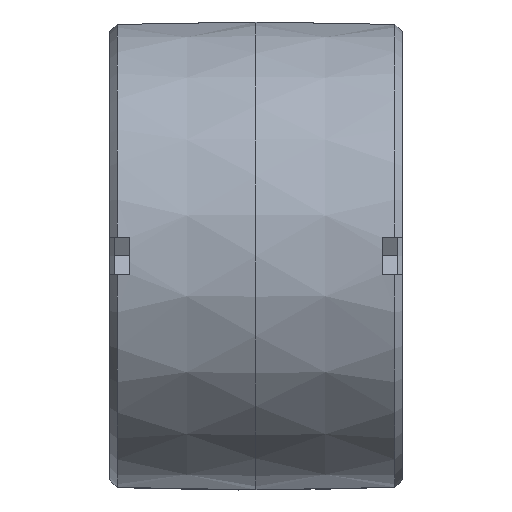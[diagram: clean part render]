
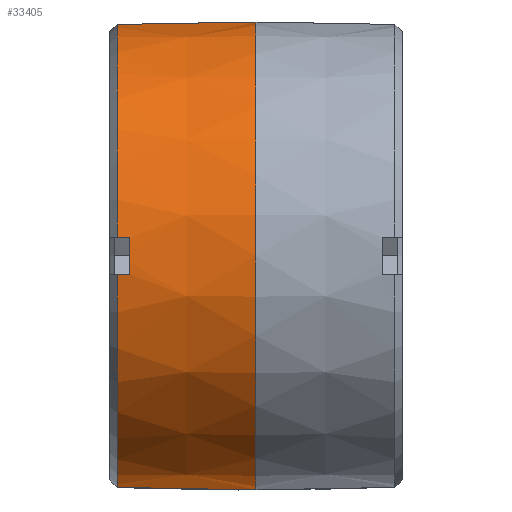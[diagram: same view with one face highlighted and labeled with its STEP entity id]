
A CAD part, left-side view. The second image highlights one B-rep face of the part: STEP entity #33405.
In plain terms, the highlighted conical face has half-angle 1 degrees and reference radius 12.7 mm.
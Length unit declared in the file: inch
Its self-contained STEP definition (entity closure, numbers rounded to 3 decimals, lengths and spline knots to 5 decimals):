
#569 = CARTESIAN_POINT ( 'NONE',  ( 0., 0.29688, 0. ) ) ;
#880 = VECTOR ( 'NONE', #49447, 39.37008 ) ;
#1451 = CARTESIAN_POINT ( 'NONE',  ( 0., 0.29688, 0.49482 ) ) ;
#1478 = CARTESIAN_POINT ( 'NONE',  ( 0., 0., 0.5 ) ) ;
#1914 = CARTESIAN_POINT ( 'NONE',  ( 0., 0., -0.5 ) ) ;
#3127 = CIRCLE ( 'NONE', #75329, 0.49482 ) ;
#6079 = AXIS2_PLACEMENT_3D ( 'NONE', #76449, #47028, #74644 ) ;
#6360 = AXIS2_PLACEMENT_3D ( 'NONE', #16707, #71890, #9027 ) ;
#7418 = CARTESIAN_POINT ( 'NONE',  ( -0.49373, 0.26944, 0.03937 ) ) ;
#7943 = DIRECTION ( 'NONE',  ( 0., -1., 0. ) ) ;
#8307 = CARTESIAN_POINT ( 'NONE',  ( -0.49356, 0.27859, 0.03953 ) ) ;
#9027 = DIRECTION ( 'NONE',  ( 0., 0., 1. ) ) ;
#10251 = CARTESIAN_POINT ( 'NONE',  ( -0.49356, 0.27859, -0.03953 ) ) ;
#15064 = DIRECTION ( 'NONE',  ( 0., 0., 1. ) ) ;
#15086 = DIRECTION ( 'NONE',  ( 0., 1., 0.017 ) ) ;
#15150 = CIRCLE ( 'NONE', #32381, 0.4953 ) ;
#16707 = CARTESIAN_POINT ( 'NONE',  ( 0., 0.29688, 0. ) ) ;
#17141 = CONICAL_SURFACE ( 'NONE', #69125, 0.5, 0.017 ) ;
#17497 = CARTESIAN_POINT ( 'NONE',  ( -0.49373, 0.26944, -0.03937 ) ) ;
#19144 = CARTESIAN_POINT ( 'NONE',  ( -0.49373, 0.26944, 0.03937 ) ) ;
#19952 = DIRECTION ( 'NONE',  ( 0., 1., 0. ) ) ;
#24803 = CIRCLE ( 'NONE', #6079, 0.5 ) ;
#31685 = VERTEX_POINT ( 'NONE', #1451 ) ;
#32381 = AXIS2_PLACEMENT_3D ( 'NONE', #54341, #19952, #75995 ) ;
#33405 = ADVANCED_FACE ( 'NONE', ( #41884 ), #17141, .T. ) ;
#35378 = LINE ( 'NONE', #1914, #52408 ) ;
#35869 = CARTESIAN_POINT ( 'NONE',  ( -0.49338, 0.28773, 0.03969 ) ) ;
#37518 = CARTESIAN_POINT ( 'NONE',  ( 0., 0.29688, -0.49482 ) ) ;
#37635 = VERTEX_POINT ( 'NONE', #79018 ) ;
#40588 = ORIENTED_EDGE ( 'NONE', *, *, #64920, .T. ) ;
#41330 = CARTESIAN_POINT ( 'NONE',  ( -0.49321, 0.29688, 0.03985 ) ) ;
#41377 = CARTESIAN_POINT ( 'NONE',  ( 0., 0., -0.5 ) ) ;
#41884 = FACE_OUTER_BOUND ( 'NONE', #59905, .T. ) ;
#43045 = EDGE_CURVE ( 'NONE', #31685, #37635, #3127, .T. ) ;
#43413 = ORIENTED_EDGE ( 'NONE', *, *, #67564, .F. ) ;
#47028 = DIRECTION ( 'NONE',  ( 0., 1., 0. ) ) ;
#47061 = EDGE_CURVE ( 'NONE', #76173, #87831, #15150, .T. ) ;
#47558 = VERTEX_POINT ( 'NONE', #64032 ) ;
#49148 = CARTESIAN_POINT ( 'NONE',  ( 0., 0., 0. ) ) ;
#49447 = DIRECTION ( 'NONE',  ( 0., 1., -0.017 ) ) ;
#49983 = CARTESIAN_POINT ( 'NONE',  ( 0., 0., 0.5 ) ) ;
#52307 = B_SPLINE_CURVE_WITH_KNOTS ( 'NONE', 3,
 ( #7418, #8307, #35869, #41330 ),
 .UNSPECIFIED., .F., .F.,
 ( 4, 4 ),
 ( 0.00555, 0.00624 ),
 .UNSPECIFIED. ) ;
#52408 = VECTOR ( 'NONE', #15086, 39.37008 ) ;
#52576 = EDGE_CURVE ( 'NONE', #83425, #75824, #35378, .T. ) ;
#53982 = ORIENTED_EDGE ( 'NONE', *, *, #63401, .F. ) ;
#54341 = CARTESIAN_POINT ( 'NONE',  ( 0., 0.26944, 0. ) ) ;
#56276 = DIRECTION ( 'NONE',  ( 0., -1., 0. ) ) ;
#57675 = ORIENTED_EDGE ( 'NONE', *, *, #62732, .T. ) ;
#58674 = CARTESIAN_POINT ( 'NONE',  ( -0.49338, 0.28773, -0.03969 ) ) ;
#59905 = EDGE_LOOP ( 'NONE', ( #53982, #57675, #73238, #62404, #40588, #86462, #43413, #76577 ) ) ;
#62404 = ORIENTED_EDGE ( 'NONE', *, *, #87207, .T. ) ;
#62732 = EDGE_CURVE ( 'NONE', #47558, #75824, #75664, .T. ) ;
#63401 = EDGE_CURVE ( 'NONE', #47558, #76173, #88194, .T. ) ;
#64032 = CARTESIAN_POINT ( 'NONE',  ( -0.49321, 0.29688, -0.03985 ) ) ;
#64490 = VERTEX_POINT ( 'NONE', #49983 ) ;
#64920 = EDGE_CURVE ( 'NONE', #64490, #31685, #77937, .T. ) ;
#67564 = EDGE_CURVE ( 'NONE', #87831, #37635, #52307, .T. ) ;
#69125 = AXIS2_PLACEMENT_3D ( 'NONE', #49148, #7943, #76722 ) ;
#71890 = DIRECTION ( 'NONE',  ( 0., -1., 0. ) ) ;
#72224 = CARTESIAN_POINT ( 'NONE',  ( -0.49321, 0.29688, -0.03985 ) ) ;
#73180 = CARTESIAN_POINT ( 'NONE',  ( -0.49373, 0.26944, -0.03937 ) ) ;
#73238 = ORIENTED_EDGE ( 'NONE', *, *, #52576, .F. ) ;
#74644 = DIRECTION ( 'NONE',  ( 0., 0., 1. ) ) ;
#75329 = AXIS2_PLACEMENT_3D ( 'NONE', #569, #56276, #15064 ) ;
#75664 = CIRCLE ( 'NONE', #6360, 0.49482 ) ;
#75824 = VERTEX_POINT ( 'NONE', #37518 ) ;
#75995 = DIRECTION ( 'NONE',  ( 0., 0., -1. ) ) ;
#76173 = VERTEX_POINT ( 'NONE', #73180 ) ;
#76449 = CARTESIAN_POINT ( 'NONE',  ( 0., 0., 0. ) ) ;
#76577 = ORIENTED_EDGE ( 'NONE', *, *, #47061, .F. ) ;
#76722 = DIRECTION ( 'NONE',  ( 0., 0., 1. ) ) ;
#77937 = LINE ( 'NONE', #1478, #880 ) ;
#79018 = CARTESIAN_POINT ( 'NONE',  ( -0.49321, 0.29688, 0.03985 ) ) ;
#83425 = VERTEX_POINT ( 'NONE', #41377 ) ;
#86462 = ORIENTED_EDGE ( 'NONE', *, *, #43045, .T. ) ;
#87207 = EDGE_CURVE ( 'NONE', #83425, #64490, #24803, .T. ) ;
#87831 = VERTEX_POINT ( 'NONE', #19144 ) ;
#88194 = B_SPLINE_CURVE_WITH_KNOTS ( 'NONE', 3,
 ( #72224, #58674, #10251, #17497 ),
 .UNSPECIFIED., .F., .F.,
 ( 4, 4 ),
 ( 0.00594, 0.00664 ),
 .UNSPECIFIED. ) ;
